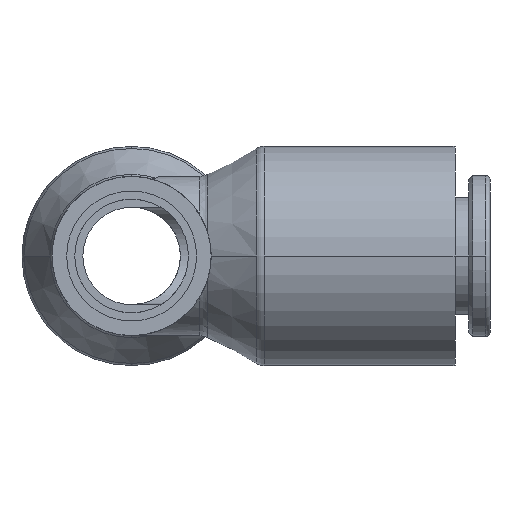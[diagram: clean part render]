
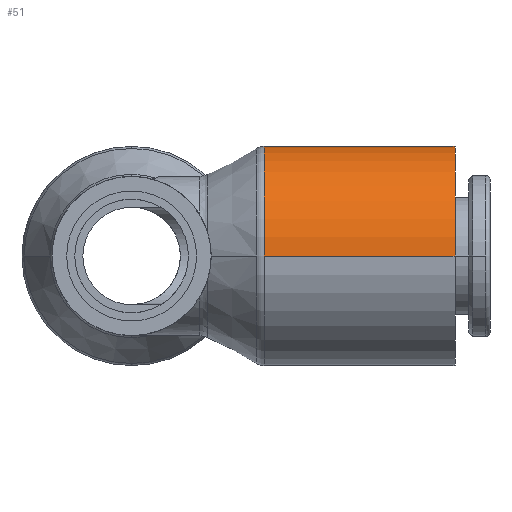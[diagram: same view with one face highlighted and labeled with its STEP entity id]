
A CAD part, front view. The second image highlights one B-rep face of the part: STEP entity #51.
In plain terms, the highlighted cylindrical face has radius 6.75 mm (diameter 13.5 mm), a partial arc.
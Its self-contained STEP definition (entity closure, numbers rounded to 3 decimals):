
#51=ADVANCED_FACE('',(#142),#143,.T.);
#142=FACE_OUTER_BOUND('',#323,.T.);
#143=CYLINDRICAL_SURFACE('',#324,6.75);
#323=EDGE_LOOP('',(#535,#536,#537,#538,#539));
#324=AXIS2_PLACEMENT_3D('',#540,#541,#542);
#535=ORIENTED_EDGE('',*,*,#1210,.F.);
#536=ORIENTED_EDGE('',*,*,#1211,.T.);
#537=ORIENTED_EDGE('',*,*,#1212,.T.);
#538=ORIENTED_EDGE('',*,*,#1213,.F.);
#539=ORIENTED_EDGE('',*,*,#1214,.F.);
#540=CARTESIAN_POINT('',(14.04,26.4,0.0));
#541=DIRECTION('',(1.0,0.0,0.0));
#542=DIRECTION('',(0.0,1.0,0.0));
#1210=EDGE_CURVE('',#1449,#1450,#1451,.T.);
#1211=EDGE_CURVE('',#1449,#1452,#1453,.T.);
#1212=EDGE_CURVE('',#1452,#1454,#1455,.T.);
#1213=EDGE_CURVE('',#1456,#1454,#1457,.T.);
#1214=EDGE_CURVE('',#1450,#1456,#1458,.T.);
#1449=VERTEX_POINT('',#1861);
#1450=VERTEX_POINT('',#1862);
#1451=LINE('',#1863,#1864);
#1452=VERTEX_POINT('',#1865);
#1453=CIRCLE('',#1866,6.75);
#1454=VERTEX_POINT('',#1867);
#1455=CIRCLE('',#1868,6.75);
#1456=VERTEX_POINT('',#1869);
#1457=LINE('',#1870,#1871);
#1458=CIRCLE('',#1872,6.75);
#1861=CARTESIAN_POINT('',(8.165,33.15,0.0));
#1862=CARTESIAN_POINT('',(19.915,33.15,0.0));
#1863=CARTESIAN_POINT('',(14.04,33.15,0.));
#1864=VECTOR('',#2641,1.0);
#1865=CARTESIAN_POINT('',(8.165,26.4,6.75));
#1866=AXIS2_PLACEMENT_3D('',#2642,#2643,#2644);
#1867=CARTESIAN_POINT('',(8.165,19.65,0.));
#1868=AXIS2_PLACEMENT_3D('',#2645,#2646,#2647);
#1869=CARTESIAN_POINT('',(19.915,19.65,0.));
#1870=CARTESIAN_POINT('',(14.04,19.65,0.));
#1871=VECTOR('',#2648,1.0);
#1872=AXIS2_PLACEMENT_3D('',#2649,#2650,#2651);
#2641=DIRECTION('',(1.0,0.0,0.0));
#2642=CARTESIAN_POINT('',(8.165,26.4,0.0));
#2643=DIRECTION('',(1.0,0.0,0.0));
#2644=DIRECTION('',(0.0,1.0,0.0));
#2645=CARTESIAN_POINT('',(8.165,26.4,0.0));
#2646=DIRECTION('',(1.0,0.0,0.0));
#2647=DIRECTION('',(0.0,1.0,0.0));
#2648=DIRECTION('',(-1.0,-0.0,-0.0));
#2649=CARTESIAN_POINT('',(19.915,26.4,0.0));
#2650=DIRECTION('',(1.0,0.0,0.0));
#2651=DIRECTION('',(0.0,1.0,0.0));
